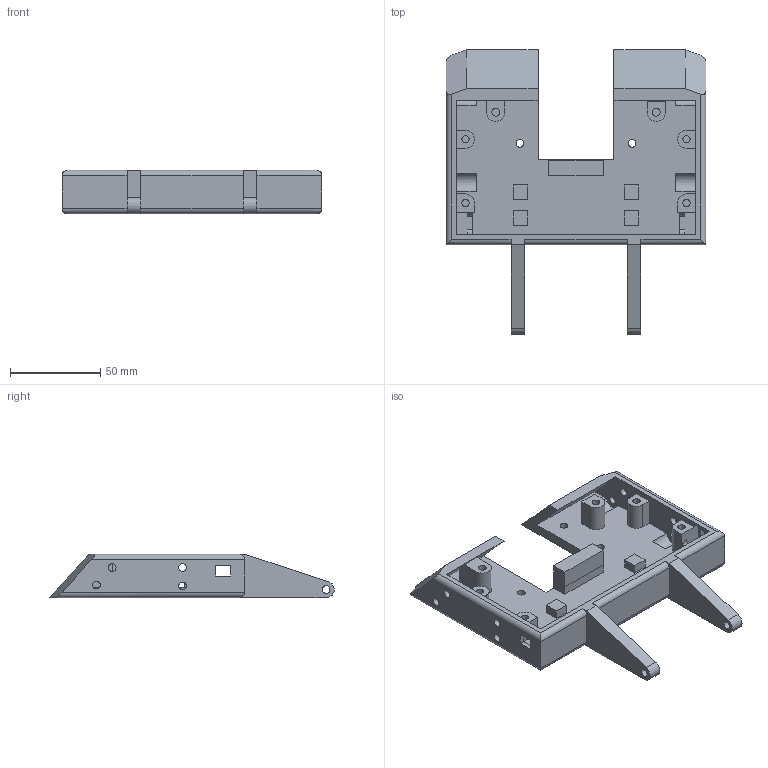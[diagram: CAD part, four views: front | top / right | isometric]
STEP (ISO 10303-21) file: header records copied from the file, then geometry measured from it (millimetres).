
FILE_DESCRIPTION(/* description */ (''),/* implementation_level */ '2;1');
FILE_NAME(/* name */ 'antweight v2.step',/* time_stamp */ '2024-07-09T09:54:38-04:00',/* author */ (''),/* organization */ (''),/* preprocessor_version */ 'ST-DEVELOPER v20',/* originating_system */ 'Autodesk Translation Framework v13.14.0.145',/* authorisation */ '');
FILE_SCHEMA (('AUTOMOTIVE_DESIGN { 1 0 10303 214 3 1 1 }'));
Length unit declared in the file: millimetre
Products named in the file (2): SHEESH; Body
Assembly tree (1 placements, depth 2):
  SHEESH
    Body
Bounding box: 143.75 x 157.3 x 24 mm (x, y, z)
Volume: 137079.8 mm3; surface area: 55172.4 mm2
Topology: 1 solids, 1 shells, 167 faces, 439 edges, 290 vertices
Faces by surface type: plane 117, cylinder 50
Full cylindrical faces by diameter (mm): 4 x4, 4.3 x16, 8 x4
Entity records: 5253 total; most frequent: CARTESIAN_POINT 899, ORIENTED_EDGE 878, DIRECTION 875, EDGE_CURVE 439, LINE 343, VECTOR 343, VERTEX_POINT 290, AXIS2_PLACEMENT_3D 266
